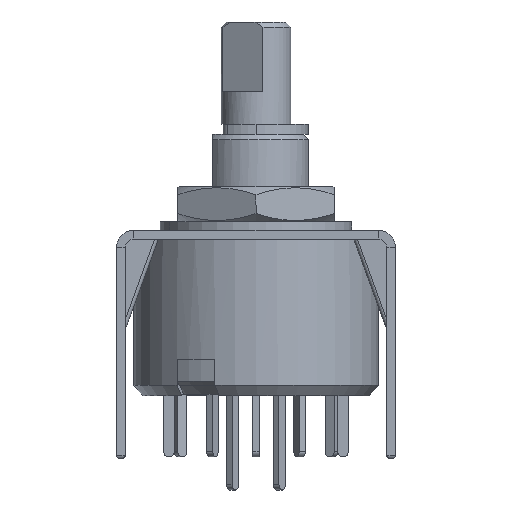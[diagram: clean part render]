
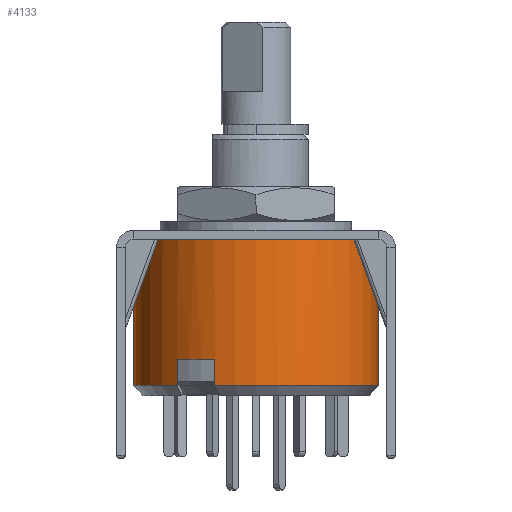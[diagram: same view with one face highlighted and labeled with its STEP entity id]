
A CAD part, front view. The second image highlights one B-rep face of the part: STEP entity #4133.
In plain terms, the highlighted cylindrical face has radius 7 mm (diameter 14 mm), a partial arc.
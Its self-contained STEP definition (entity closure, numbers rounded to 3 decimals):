
#547 = DIRECTION ( 'NONE',  ( 0., 0., 1. ) ) ;
#972 = DIRECTION ( 'NONE',  ( 0., 0., -1. ) ) ;
#2186 = LINE ( 'NONE', #16492, #13961 ) ;
#2498 = VERTEX_POINT ( 'NONE', #7010 ) ;
#2915 = CARTESIAN_POINT ( 'NONE',  ( 0., 0., 0.95 ) ) ;
#3139 = DIRECTION ( 'NONE',  ( 1., 0., 0. ) ) ;
#3196 = CARTESIAN_POINT ( 'NONE',  ( 0., 0., -7.4 ) ) ;
#3768 = ORIENTED_EDGE ( 'NONE', *, *, #11225, .F. ) ;
#4133 = ADVANCED_FACE ( 'NONE', ( #6285 ), #7785, .T. ) ;
#4198 = ORIENTED_EDGE ( 'NONE', *, *, #8028, .T. ) ;
#4840 = CARTESIAN_POINT ( 'NONE',  ( -7., 0., 9. ) ) ;
#5148 = DIRECTION ( 'NONE',  ( 0., 0., -1. ) ) ;
#5262 = EDGE_CURVE ( 'NONE', #15006, #14971, #6907, .T. ) ;
#5347 = ORIENTED_EDGE ( 'NONE', *, *, #14873, .F. ) ;
#5365 = CARTESIAN_POINT ( 'NONE',  ( 7., 0., -7.4 ) ) ;
#5428 = ORIENTED_EDGE ( 'NONE', *, *, #15707, .T. ) ;
#5460 = DIRECTION ( 'NONE',  ( 1., 0., 0. ) ) ;
#5820 = ORIENTED_EDGE ( 'NONE', *, *, #8987, .T. ) ;
#6116 = LINE ( 'NONE', #12038, #12644 ) ;
#6285 = FACE_OUTER_BOUND ( 'NONE', #9074, .T. ) ;
#6462 = EDGE_CURVE ( 'NONE', #12786, #14066, #8551, .T. ) ;
#6517 = CARTESIAN_POINT ( 'NONE',  ( -4.526, -5.34, -5.9 ) ) ;
#6596 = DIRECTION ( 'NONE',  ( 0., 0., -1. ) ) ;
#6654 = CARTESIAN_POINT ( 'NONE',  ( -7., 0., -7.4 ) ) ;
#6907 = CIRCLE ( 'NONE', #16924, 7. ) ;
#7010 = CARTESIAN_POINT ( 'NONE',  ( -4.526, -5.34, -7.4 ) ) ;
#7175 = AXIS2_PLACEMENT_3D ( 'NONE', #10973, #17907, #5460 ) ;
#7529 = DIRECTION ( 'NONE',  ( -1., 0., 0. ) ) ;
#7785 = CYLINDRICAL_SURFACE ( 'NONE', #8590, 7. ) ;
#8028 = EDGE_CURVE ( 'NONE', #12029, #12786, #13096, .T. ) ;
#8055 = DIRECTION ( 'NONE',  ( -1., 0., 0. ) ) ;
#8551 = LINE ( 'NONE', #4840, #11166 ) ;
#8590 = AXIS2_PLACEMENT_3D ( 'NONE', #10739, #972, #8055 ) ;
#8987 = EDGE_CURVE ( 'NONE', #2498, #15006, #2186, .T. ) ;
#9074 = EDGE_LOOP ( 'NONE', ( #5347, #4198, #13377, #16796, #5820, #16929, #5428, #3768 ) ) ;
#9586 = AXIS2_PLACEMENT_3D ( 'NONE', #2915, #17961, #11146 ) ;
#10739 = CARTESIAN_POINT ( 'NONE',  ( 0., 0., 9. ) ) ;
#10851 = DIRECTION ( 'NONE',  ( 0., 0., 1. ) ) ;
#10891 = CARTESIAN_POINT ( 'NONE',  ( -2.361, -6.59, 9. ) ) ;
#10973 = CARTESIAN_POINT ( 'NONE',  ( 0., 0., -7.4 ) ) ;
#11146 = DIRECTION ( 'NONE',  ( -1., 0., 0. ) ) ;
#11166 = VECTOR ( 'NONE', #5148, 1000. ) ;
#11174 = CARTESIAN_POINT ( 'NONE',  ( 7., 0., 0.95 ) ) ;
#11225 = EDGE_CURVE ( 'NONE', #16271, #15533, #16945, .T. ) ;
#11750 = AXIS2_PLACEMENT_3D ( 'NONE', #3196, #12922, #3139 ) ;
#11922 = CARTESIAN_POINT ( 'NONE',  ( -7., 0., 0.95 ) ) ;
#12029 = VERTEX_POINT ( 'NONE', #11174 ) ;
#12038 = CARTESIAN_POINT ( 'NONE',  ( 7., 0., 9. ) ) ;
#12577 = CARTESIAN_POINT ( 'NONE',  ( -2.361, -6.59, -7.4 ) ) ;
#12644 = VECTOR ( 'NONE', #17558, 1000. ) ;
#12786 = VERTEX_POINT ( 'NONE', #11922 ) ;
#12922 = DIRECTION ( 'NONE',  ( 0., 0., -1. ) ) ;
#13096 = CIRCLE ( 'NONE', #9586, 7. ) ;
#13283 = CIRCLE ( 'NONE', #11750, 7. ) ;
#13377 = ORIENTED_EDGE ( 'NONE', *, *, #6462, .T. ) ;
#13735 = LINE ( 'NONE', #10891, #14174 ) ;
#13961 = VECTOR ( 'NONE', #10851, 1000. ) ;
#14066 = VERTEX_POINT ( 'NONE', #6654 ) ;
#14174 = VECTOR ( 'NONE', #6596, 1000. ) ;
#14769 = CARTESIAN_POINT ( 'NONE',  ( -2.361, -6.59, -5.9 ) ) ;
#14873 = EDGE_CURVE ( 'NONE', #12029, #16271, #6116, .T. ) ;
#14971 = VERTEX_POINT ( 'NONE', #14769 ) ;
#15006 = VERTEX_POINT ( 'NONE', #6517 ) ;
#15533 = VERTEX_POINT ( 'NONE', #12577 ) ;
#15707 = EDGE_CURVE ( 'NONE', #14971, #15533, #13735, .T. ) ;
#15782 = CARTESIAN_POINT ( 'NONE',  ( 0., 0., -5.9 ) ) ;
#15858 = EDGE_CURVE ( 'NONE', #2498, #14066, #13283, .T. ) ;
#16271 = VERTEX_POINT ( 'NONE', #5365 ) ;
#16492 = CARTESIAN_POINT ( 'NONE',  ( -4.526, -5.34, 9. ) ) ;
#16796 = ORIENTED_EDGE ( 'NONE', *, *, #15858, .F. ) ;
#16924 = AXIS2_PLACEMENT_3D ( 'NONE', #15782, #547, #7529 ) ;
#16929 = ORIENTED_EDGE ( 'NONE', *, *, #5262, .T. ) ;
#16945 = CIRCLE ( 'NONE', #7175, 7. ) ;
#17558 = DIRECTION ( 'NONE',  ( 0., 0., -1. ) ) ;
#17907 = DIRECTION ( 'NONE',  ( 0., 0., -1. ) ) ;
#17961 = DIRECTION ( 'NONE',  ( 0., 0., -1. ) ) ;
